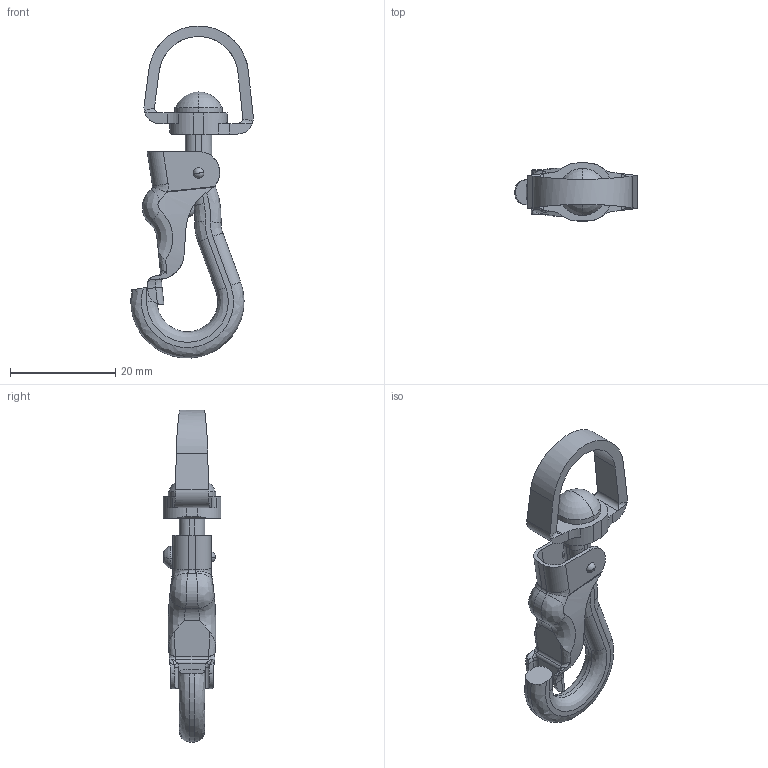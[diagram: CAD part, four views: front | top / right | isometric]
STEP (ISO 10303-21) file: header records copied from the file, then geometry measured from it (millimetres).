
FILE_DESCRIPTION( (''), '2;1');
FILE_NAME ('PC3955.20096.TM_140SUS_17087.stp','2026-01-06T14:44:46',(''),(''),'spGate 20.6.3 (****-****-****-****)','','');
FILE_SCHEMA (('AUTOMOTIVE_DESIGN'));
Length unit declared in the file: millimetre
Products named in the file (4): Assembly; Dカン; フック; レバー
Assembly tree (3 placements, depth 2):
  Assembly
    Dカン
    フック
    レバー
Bounding box: 23.22 x 11 x 62.97 mm (x, y, z)
Volume: 2811.7 mm3; surface area: 3696.3 mm2
Topology: 3 solids, 3 shells, 201 faces, 551 edges, 348 vertices
Faces by surface type: cylinder 85, bspline 56, plane 48, sphere 12
Entity records: 13722 total; most frequent: CARTESIAN_POINT 5037, ORIENTED_EDGE 1086, DIRECTION 758, COLOUR_RGB 747, PRESENTATION_STYLE_ASSIGNMENT 747, STYLED_ITEM 747, EDGE_CURVE 543, DRAUGHTING_PRE_DEFINED_CURVE_FONT 543
